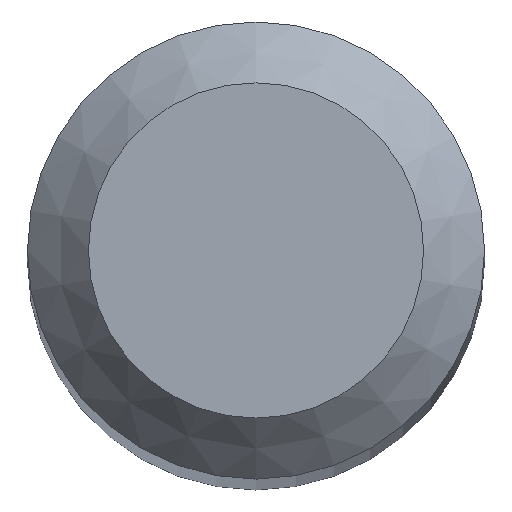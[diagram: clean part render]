
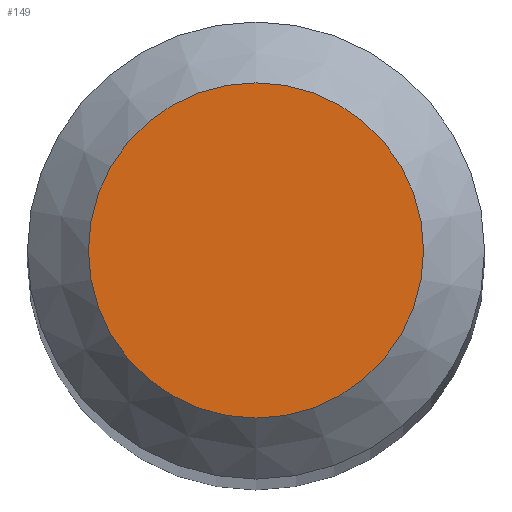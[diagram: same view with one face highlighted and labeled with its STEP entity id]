
A CAD part, top view. The second image highlights one B-rep face of the part: STEP entity #149.
In plain terms, the highlighted planar face has unit normal (0, 0, 1).
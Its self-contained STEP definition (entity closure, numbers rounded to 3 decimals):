
#6 = EDGE_LOOP ( 'NONE', ( #37 ) ) ;
#7 = FACE_OUTER_BOUND ( 'NONE', #6, .T. ) ;
#35 = AXIS2_PLACEMENT_3D ( 'NONE', #213, #193, #84 ) ;
#37 = ORIENTED_EDGE ( 'NONE', *, *, #219, .F. ) ;
#49 = CIRCLE ( 'NONE', #35, 0.55 ) ;
#50 = CARTESIAN_POINT ( 'NONE',  ( 0., 0., 30. ) ) ;
#53 = DIRECTION ( 'NONE',  ( 0., 1., 0. ) ) ;
#84 = DIRECTION ( 'NONE',  ( 0., 1., 0. ) ) ;
#121 = VERTEX_POINT ( 'NONE', #196 ) ;
#149 = ADVANCED_FACE ( 'NONE', ( #7 ), #158, .F. ) ;
#153 = DIRECTION ( 'NONE',  ( 0., 0., -1. ) ) ;
#158 = PLANE ( 'NONE',  #175 ) ;
#175 = AXIS2_PLACEMENT_3D ( 'NONE', #50, #153, #53 ) ;
#193 = DIRECTION ( 'NONE',  ( 0., 0., -1. ) ) ;
#196 = CARTESIAN_POINT ( 'NONE',  ( 0., 0.55, 30. ) ) ;
#213 = CARTESIAN_POINT ( 'NONE',  ( 0., 0., 30. ) ) ;
#219 = EDGE_CURVE ( 'NONE', #121, #121, #49, .T. ) ;
